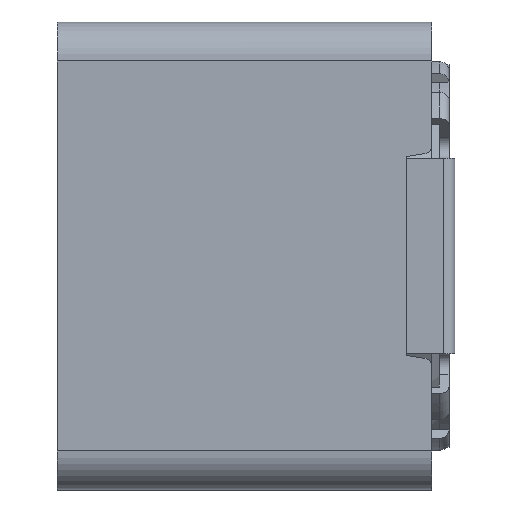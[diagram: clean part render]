
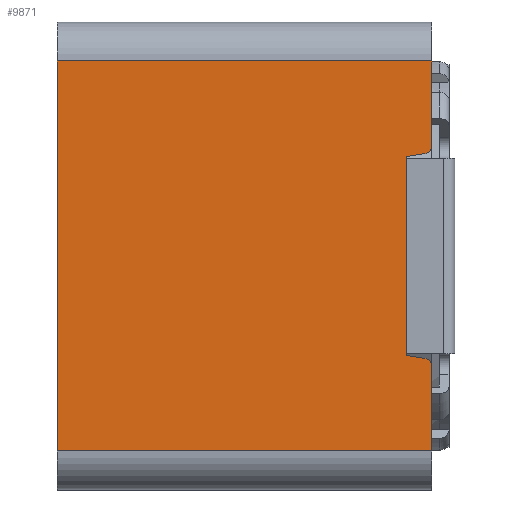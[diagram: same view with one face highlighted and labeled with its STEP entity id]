
A CAD part, left-side view. The second image highlights one B-rep face of the part: STEP entity #9871.
In plain terms, the highlighted planar face has unit normal (-1, 0, 0).
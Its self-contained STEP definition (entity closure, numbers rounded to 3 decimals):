
#178 = CARTESIAN_POINT ( 'NONE',  ( -6., 0.8, -2.822 ) ) ;
#454 = CARTESIAN_POINT ( 'NONE',  ( -6., 10.2, -5. ) ) ;
#1018 = DIRECTION ( 'NONE',  ( 0., 1., 0. ) ) ;
#1110 = CARTESIAN_POINT ( 'NONE',  ( -6., 0.6, 6. ) ) ;
#1205 = DIRECTION ( 'NONE',  ( 0., 0., -1. ) ) ;
#1792 = VERTEX_POINT ( 'NONE', #8618 ) ;
#1797 = CARTESIAN_POINT ( 'NONE',  ( -6., 0.6, 6. ) ) ;
#1895 = DIRECTION ( 'NONE',  ( 0., -1., 0. ) ) ;
#1910 = AXIS2_PLACEMENT_3D ( 'NONE', #178, #3332, #6510 ) ;
#2078 = DIRECTION ( 'NONE',  ( 0., -0.988, -0.152 ) ) ;
#2223 = ORIENTED_EDGE ( 'NONE', *, *, #2673, .T. ) ;
#2295 = EDGE_LOOP ( 'NONE', ( #2223, #7346, #8877, #8360, #3815, #9162, #6970, #2528, #6399, #8817 ) ) ;
#2420 = VERTEX_POINT ( 'NONE', #5176 ) ;
#2462 = VECTOR ( 'NONE', #7267, 1000. ) ;
#2487 = VERTEX_POINT ( 'NONE', #6910 ) ;
#2528 = ORIENTED_EDGE ( 'NONE', *, *, #4872, .T. ) ;
#2532 = EDGE_CURVE ( 'NONE', #7854, #2883, #3581, .T. ) ;
#2565 = DIRECTION ( 'NONE',  ( 0., 0., 1. ) ) ;
#2673 = EDGE_CURVE ( 'NONE', #3999, #1792, #6617, .T. ) ;
#2694 = VECTOR ( 'NONE', #2078, 1000. ) ;
#2883 = VERTEX_POINT ( 'NONE', #6980 ) ;
#3295 = EDGE_CURVE ( 'NONE', #2487, #3379, #4866, .T. ) ;
#3332 = DIRECTION ( 'NONE',  ( -1., 0., 0. ) ) ;
#3379 = VERTEX_POINT ( 'NONE', #8947 ) ;
#3581 = LINE ( 'NONE', #9074, #2694 ) ;
#3815 = ORIENTED_EDGE ( 'NONE', *, *, #3295, .F. ) ;
#3999 = VERTEX_POINT ( 'NONE', #7975 ) ;
#4007 = VECTOR ( 'NONE', #8919, 1000. ) ;
#4061 = LINE ( 'NONE', #8042, #6532 ) ;
#4081 = CIRCLE ( 'NONE', #1910, 0.2 ) ;
#4150 = EDGE_CURVE ( 'NONE', #2487, #7169, #10291, .T. ) ;
#4477 = CARTESIAN_POINT ( 'NONE',  ( -6., 0.6, 2.822 ) ) ;
#4484 = PLANE ( 'NONE',  #8033 ) ;
#4866 = LINE ( 'NONE', #8052, #2462 ) ;
#4872 = EDGE_CURVE ( 'NONE', #2420, #9420, #4957, .T. ) ;
#4928 = EDGE_CURVE ( 'NONE', #3379, #7854, #8395, .T. ) ;
#4955 = DIRECTION ( 'NONE',  ( 0., 0., 1. ) ) ;
#4957 = LINE ( 'NONE', #6477, #9447 ) ;
#5107 = FACE_OUTER_BOUND ( 'NONE', #2295, .T. ) ;
#5124 = DIRECTION ( 'NONE',  ( -1., 0., 0. ) ) ;
#5176 = CARTESIAN_POINT ( 'NONE',  ( -6., 0.6, 5. ) ) ;
#5429 = VECTOR ( 'NONE', #1205, 1000. ) ;
#6130 = DIRECTION ( 'NONE',  ( 1., 0., 0. ) ) ;
#6399 = ORIENTED_EDGE ( 'NONE', *, *, #10096, .F. ) ;
#6477 = CARTESIAN_POINT ( 'NONE',  ( -6., 37.371, 5. ) ) ;
#6510 = DIRECTION ( 'NONE',  ( 0., 0., -1. ) ) ;
#6532 = VECTOR ( 'NONE', #4955, 1000. ) ;
#6617 = LINE ( 'NONE', #1110, #10212 ) ;
#6795 = CARTESIAN_POINT ( 'NONE',  ( -6., 0.8, 2.822 ) ) ;
#6910 = CARTESIAN_POINT ( 'NONE',  ( -6., 0.77, 2.624 ) ) ;
#6970 = ORIENTED_EDGE ( 'NONE', *, *, #9694, .T. ) ;
#6980 = CARTESIAN_POINT ( 'NONE',  ( -6., 0.77, -2.624 ) ) ;
#7169 = VERTEX_POINT ( 'NONE', #4477 ) ;
#7267 = DIRECTION ( 'NONE',  ( 0., 0.988, -0.152 ) ) ;
#7346 = ORIENTED_EDGE ( 'NONE', *, *, #7472, .T. ) ;
#7472 = EDGE_CURVE ( 'NONE', #1792, #2883, #4081, .T. ) ;
#7528 = LINE ( 'NONE', #9850, #9052 ) ;
#7854 = VERTEX_POINT ( 'NONE', #9165 ) ;
#7945 = AXIS2_PLACEMENT_3D ( 'NONE', #6795, #5124, #9219 ) ;
#7975 = CARTESIAN_POINT ( 'NONE',  ( -6., 0.6, -5. ) ) ;
#8033 = AXIS2_PLACEMENT_3D ( 'NONE', #8457, #6130, #9928 ) ;
#8042 = CARTESIAN_POINT ( 'NONE',  ( -6., 10.2, 6. ) ) ;
#8052 = CARTESIAN_POINT ( 'NONE',  ( -6., 1.25, 2.55 ) ) ;
#8360 = ORIENTED_EDGE ( 'NONE', *, *, #4928, .F. ) ;
#8395 = LINE ( 'NONE', #9826, #5429 ) ;
#8457 = CARTESIAN_POINT ( 'NONE',  ( -6., 37.371, 6. ) ) ;
#8618 = CARTESIAN_POINT ( 'NONE',  ( -6., 0.6, -2.822 ) ) ;
#8785 = CARTESIAN_POINT ( 'NONE',  ( -6., 10.2, 5. ) ) ;
#8817 = ORIENTED_EDGE ( 'NONE', *, *, #8902, .T. ) ;
#8877 = ORIENTED_EDGE ( 'NONE', *, *, #2532, .F. ) ;
#8902 = EDGE_CURVE ( 'NONE', #9287, #3999, #7528, .T. ) ;
#8919 = DIRECTION ( 'NONE',  ( 0., 0., 1. ) ) ;
#8947 = CARTESIAN_POINT ( 'NONE',  ( -6., 1.25, 2.55 ) ) ;
#9052 = VECTOR ( 'NONE', #1895, 1000. ) ;
#9074 = CARTESIAN_POINT ( 'NONE',  ( -6., 1.25, -2.55 ) ) ;
#9162 = ORIENTED_EDGE ( 'NONE', *, *, #4150, .T. ) ;
#9165 = CARTESIAN_POINT ( 'NONE',  ( -6., 1.25, -2.55 ) ) ;
#9219 = DIRECTION ( 'NONE',  ( 0., 0., -1. ) ) ;
#9287 = VERTEX_POINT ( 'NONE', #454 ) ;
#9420 = VERTEX_POINT ( 'NONE', #8785 ) ;
#9447 = VECTOR ( 'NONE', #1018, 1000. ) ;
#9469 = LINE ( 'NONE', #1797, #4007 ) ;
#9694 = EDGE_CURVE ( 'NONE', #7169, #2420, #9469, .T. ) ;
#9826 = CARTESIAN_POINT ( 'NONE',  ( -6., 1.25, 2.55 ) ) ;
#9850 = CARTESIAN_POINT ( 'NONE',  ( -6., 37.371, -5. ) ) ;
#9871 = ADVANCED_FACE ( 'NONE', ( #5107 ), #4484, .F. ) ;
#9928 = DIRECTION ( 'NONE',  ( 0., 0., -1. ) ) ;
#10096 = EDGE_CURVE ( 'NONE', #9287, #9420, #4061, .T. ) ;
#10212 = VECTOR ( 'NONE', #2565, 1000. ) ;
#10291 = CIRCLE ( 'NONE', #7945, 0.2 ) ;
